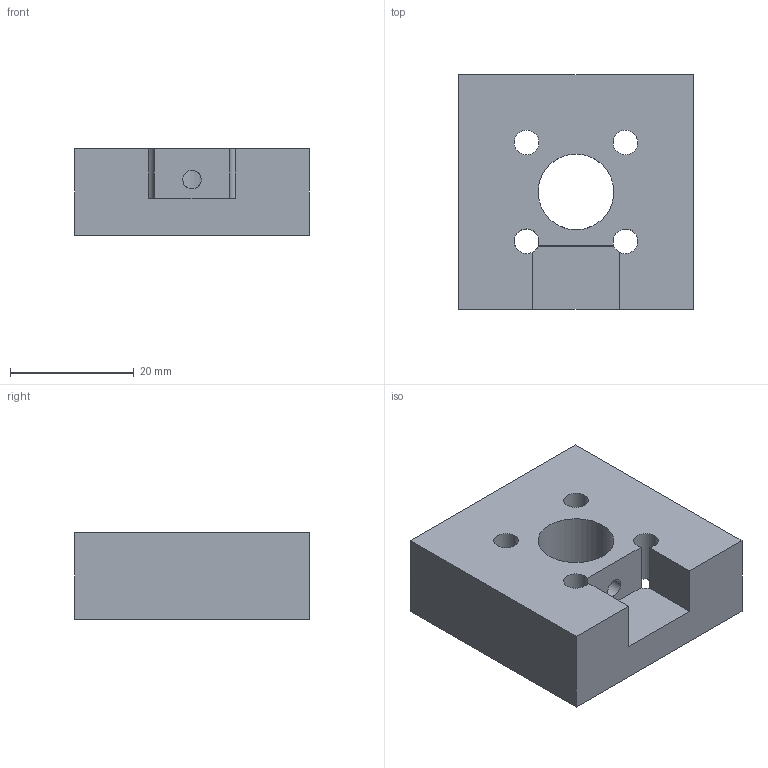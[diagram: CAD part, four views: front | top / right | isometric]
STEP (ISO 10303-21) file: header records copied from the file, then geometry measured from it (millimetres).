
FILE_DESCRIPTION(/* description */ (''),/* implementation_level */ '2;1');
FILE_NAME(/* name */ 'Osnastka',/* time_stamp */ '2024-11-08T18:07:00+03:00',/* author */ (''),/* organization */ (''),/* preprocessor_version */ 'ST-DEVELOPER v16.5',/* originating_system */ 'Rhino 7.23',/* authorisation */ '');
FILE_SCHEMA (('CONFIG_CONTROL_DESIGN'));
Length unit declared in the file: millimetre
Products named in the file (1): Document
Bounding box: 38 x 38 x 14 mm (x, y, z)
Volume: 14194 mm3; surface area: 6062.3 mm2
Topology: 1 solids, 1 shells, 25 faces, 72 edges, 48 vertices
Faces by surface type: cylinder 14, plane 11
Entity records: 897 total; most frequent: CARTESIAN_POINT 341, ORIENTED_EDGE 144, EDGE_CURVE 72, VERTEX_POINT 48, EDGE_LOOP 36, DIRECTION 29, B_SPLINE_CURVE_WITH_KNOTS 28, AXIS2_PLACEMENT_3D 27
